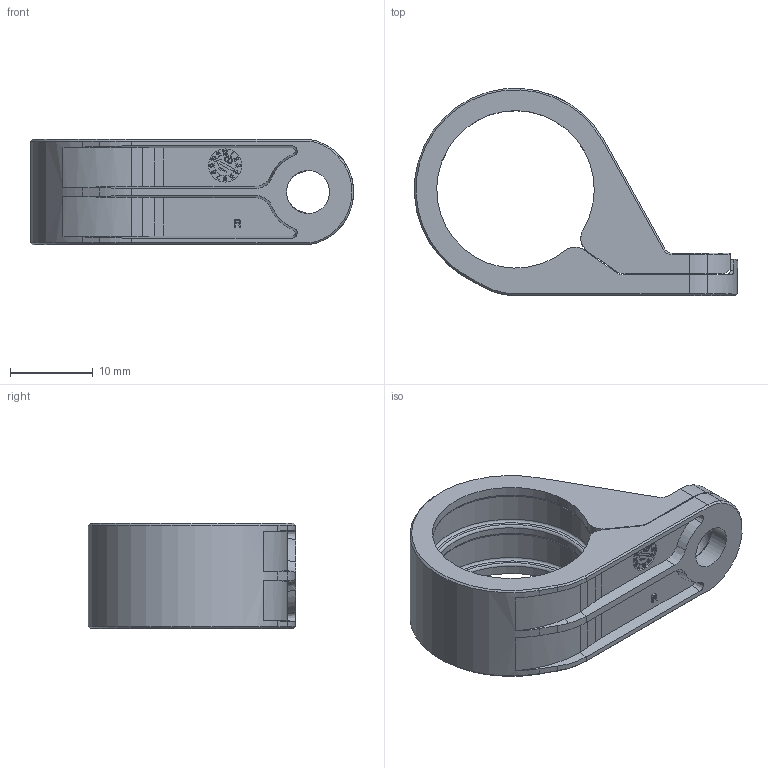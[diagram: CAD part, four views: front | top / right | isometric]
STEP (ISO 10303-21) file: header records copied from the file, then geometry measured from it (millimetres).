
FILE_DESCRIPTION((''),'2;1');
FILE_NAME('3506_8X22_5XX_FERME','2020-03-11T',('presta_be4'),(''),'CREO PARAMETRIC BY PTC INC, 2018360','CREO PARAMETRIC BY PTC INC, 2018360','');
FILE_SCHEMA(('CONFIG_CONTROL_DESIGN'));
Length unit declared in the file: millimetre
Products named in the file (1): 3506_8X22_5XX_FERME
Bounding box: 38.96 x 24.98 x 12.7 mm (x, y, z)
Volume: 2801.2 mm3; surface area: 3678.6 mm2
Topology: 1 solids, 1 shells, 761 faces, 2130 edges, 1400 vertices
Faces by surface type: plane 639, cylinder 50, cone 31, bspline 24, torus 17
Entity records: 26094 total; most frequent: CARTESIAN_POINT 6703, ORIENTED_EDGE 4260, DIRECTION 3602, EDGE_CURVE 2130, VECTOR 1860, LINE 1860, VERTEX_POINT 1400, AXIS2_PLACEMENT_3D 871
